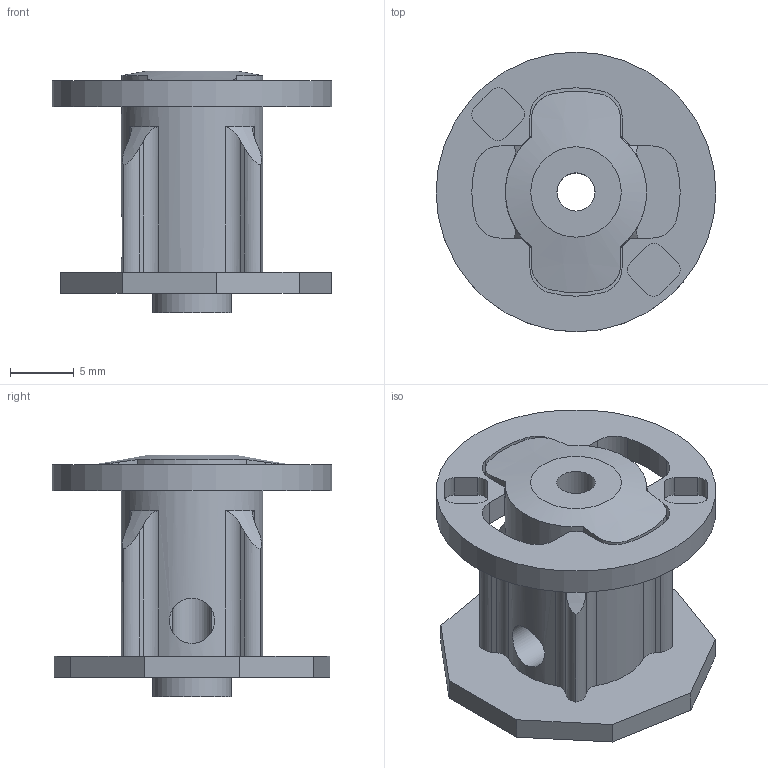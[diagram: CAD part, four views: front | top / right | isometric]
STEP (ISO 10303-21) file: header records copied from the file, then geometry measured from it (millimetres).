
FILE_DESCRIPTION(/* description */ (''),/* implementation_level */ '2;1');
FILE_NAME(/* name */ 'FT Twist Hubs.stp',/* time_stamp */ '2022-10-24T18:58:42-04:00',/* author */ ('Nathan Cai'),/* organization */ (''),/* preprocessor_version */ 'ST-DEVELOPER v19.2',/* originating_system */ 'Autodesk Inventor 2023',/* authorisation */ '');
FILE_SCHEMA (('AUTOMOTIVE_DESIGN { 1 0 10303 214 3 1 1 }'));
Length unit declared in the file: inch
Products named in the file (1): Hubs (Fingertech Twisthub)
Bounding box: 22 x 22 x 19 mm (x, y, z)
Volume: 2564.5 mm3; surface area: 2517.6 mm2
Topology: 2 solids, 2 shells, 105 faces, 291 edges, 194 vertices
Faces by surface type: plane 51, cylinder 49, cone 5
Full cylindrical faces by diameter (mm): 3 x1, 3.556 x1, 6.198 x1, 11.112 x1, 22 x1
Entity records: 3779 total; most frequent: CARTESIAN_POINT 865, ORIENTED_EDGE 582, DIRECTION 577, EDGE_CURVE 291, AXIS2_PLACEMENT_3D 209, VERTEX_POINT 194, LINE 159, VECTOR 159
